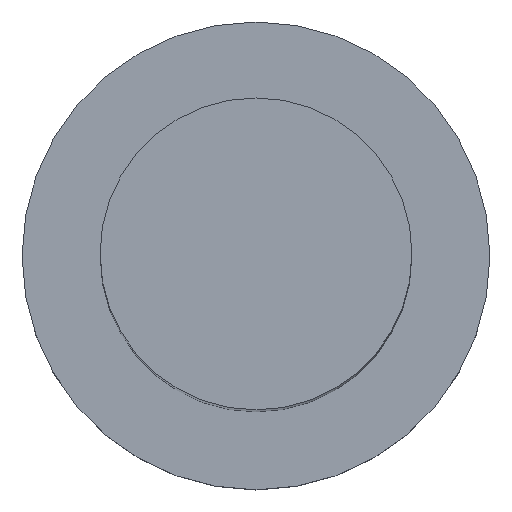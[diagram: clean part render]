
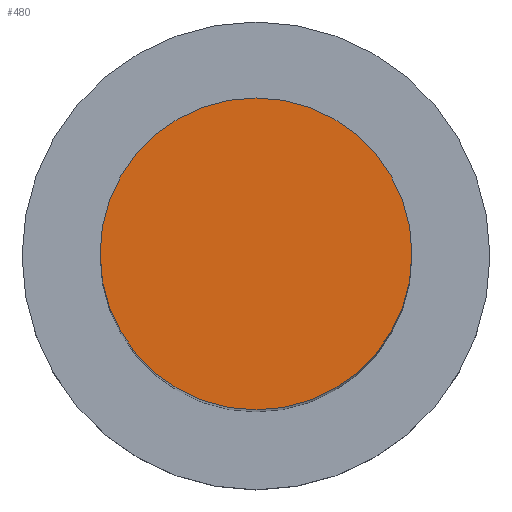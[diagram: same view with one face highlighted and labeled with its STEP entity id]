
A CAD part, top view. The second image highlights one B-rep face of the part: STEP entity #480.
In plain terms, the highlighted planar face has unit normal (0, 0, 1).
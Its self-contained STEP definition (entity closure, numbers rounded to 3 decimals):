
#79=(GEOMETRIC_REPRESENTATION_CONTEXT(2) PARAMETRIC_REPRESENTATION_CONTEXT() 
REPRESENTATION_CONTEXT('pcurve representation',
'2D parameter range of basis surface'));
#289=B_SPLINE_SURFACE_WITH_KNOTS('*SUR8',1,8,((#290,#291,#292,#293,#294,#295,
#296,#297,#298,#299,#300,#301,#302,#303,#304,#305,#306),(#307,#308,#309,#310,
#311,#312,#313,#314,#315,#316,#317,#318,#319,#320,#321,#322,#323)),
.CYLINDRICAL_SURF.,.F.,.T.,.U.,(2,2),(9,8,9),(0.,1.),(0.,1.,2.),
.PIECEWISE_BEZIER_KNOTS.);
#290=CARTESIAN_POINT('',(5.,0.,0.));
#291=CARTESIAN_POINT('',(5.,1.963,0.));
#292=CARTESIAN_POINT('',(4.118,3.927,0.));
#293=CARTESIAN_POINT('',(2.357,5.429,0.));
#294=CARTESIAN_POINT('',(0.,6.009,0.));
#295=CARTESIAN_POINT('',(-2.357,5.429,0.));
#296=CARTESIAN_POINT('',(-4.118,3.927,0.));
#297=CARTESIAN_POINT('',(-5.,1.963,0.));
#298=CARTESIAN_POINT('',(-5.,0.,0.));
#299=CARTESIAN_POINT('',(-5.,-1.963,0.));
#300=CARTESIAN_POINT('',(-4.118,-3.927,0.));
#301=CARTESIAN_POINT('',(-2.357,-5.429,0.));
#302=CARTESIAN_POINT('',(0.,-6.009,0.));
#303=CARTESIAN_POINT('',(2.357,-5.429,0.));
#304=CARTESIAN_POINT('',(4.118,-3.927,0.));
#305=CARTESIAN_POINT('',(5.,-1.963,0.));
#306=CARTESIAN_POINT('',(5.,0.,0.));
#307=CARTESIAN_POINT('',(5.,0.,37.));
#308=CARTESIAN_POINT('',(5.,1.963,37.));
#309=CARTESIAN_POINT('',(4.118,3.927,37.));
#310=CARTESIAN_POINT('',(2.357,5.429,37.));
#311=CARTESIAN_POINT('',(0.,6.009,37.));
#312=CARTESIAN_POINT('',(-2.357,5.429,37.));
#313=CARTESIAN_POINT('',(-4.118,3.927,37.));
#314=CARTESIAN_POINT('',(-5.,1.963,37.));
#315=CARTESIAN_POINT('',(-5.,0.,37.));
#316=CARTESIAN_POINT('',(-5.,-1.963,37.));
#317=CARTESIAN_POINT('',(-4.118,-3.927,37.));
#318=CARTESIAN_POINT('',(-2.357,-5.429,37.));
#319=CARTESIAN_POINT('',(0.,-6.009,37.));
#320=CARTESIAN_POINT('',(2.357,-5.429,37.));
#321=CARTESIAN_POINT('',(4.118,-3.927,37.));
#322=CARTESIAN_POINT('',(5.,-1.963,37.));
#323=CARTESIAN_POINT('',(5.,0.,37.));
#385=CIRCLE('*CRV71',#389,5.);
#386=CARTESIAN_POINT('',(0.,0.,37.));
#387=DIRECTION('',(1.,0.,0.));
#388=DIRECTION('',(0.,0.,1.));
#389=AXIS2_PLACEMENT_3D('',#386,#388,#387);
#390=B_SPLINE_CURVE_WITH_KNOTS('',1,(#391,#392),.UNSPECIFIED.,.F.,.U.,(2,2),(0.,
1.),.PIECEWISE_BEZIER_KNOTS.);
#391=CARTESIAN_POINT('',(1.,0.));
#392=CARTESIAN_POINT('',(1.,1.));
#393=DEFINITIONAL_REPRESENTATION('',(#390),#79);
#394=PCURVE('',#289,#393);
#395=PLANE('',#399);
#396=CARTESIAN_POINT('',(0.,0.,37.));
#397=DIRECTION('',(1.,0.,0.));
#398=DIRECTION('',(0.,0.,1.));
#399=AXIS2_PLACEMENT_3D('',#396,#398,#397);
#400=B_SPLINE_CURVE_WITH_KNOTS('',11,(#401,#402,#403,#404,#405,#406,#407,#408,
#409,#410,#411,#412),.UNSPECIFIED.,.F.,.U.,(12,12),(0.,1.),
.PIECEWISE_BEZIER_KNOTS.);
#401=CARTESIAN_POINT('',(5.,0.));
#402=CARTESIAN_POINT('',(5.,1.428));
#403=CARTESIAN_POINT('',(4.551,2.856));
#404=CARTESIAN_POINT('',(3.654,4.127));
#405=CARTESIAN_POINT('',(2.37,5.086));
#406=CARTESIAN_POINT('',(0.821,5.602));
#407=CARTESIAN_POINT('',(-0.821,5.602));
#408=CARTESIAN_POINT('',(-2.37,5.086));
#409=CARTESIAN_POINT('',(-3.654,4.127));
#410=CARTESIAN_POINT('',(-4.551,2.856));
#411=CARTESIAN_POINT('',(-5.,1.428));
#412=CARTESIAN_POINT('',(-5.,0.));
#413=DEFINITIONAL_REPRESENTATION('',(#400),#79);
#414=PCURVE('',#395,#413);
#430=CARTESIAN_POINT('',(5.,0.,37.));
#431=VERTEX_POINT('',#430);
#434=CARTESIAN_POINT('',(-5.,0.,37.));
#435=VERTEX_POINT('',#434);
#436=EDGE_CURVE('',#431,#435,#437,.T.);
#437=SURFACE_CURVE('',#385,(#394,#414),.PCURVE_S1.);
#446=CIRCLE('*CRV78',#450,5.);
#447=CARTESIAN_POINT('',(0.,0.,37.));
#448=DIRECTION('',(1.,0.,0.));
#449=DIRECTION('',(0.,0.,1.));
#450=AXIS2_PLACEMENT_3D('',#447,#449,#448);
#451=B_SPLINE_CURVE_WITH_KNOTS('',1,(#452,#453),.UNSPECIFIED.,.F.,.U.,(2,2),(0.,
1.),.PIECEWISE_BEZIER_KNOTS.);
#452=CARTESIAN_POINT('',(1.,1.));
#453=CARTESIAN_POINT('',(1.,2.));
#454=DEFINITIONAL_REPRESENTATION('',(#451),#79);
#455=PCURVE('',#289,#454);
#456=B_SPLINE_CURVE_WITH_KNOTS('',11,(#457,#458,#459,#460,#461,#462,#463,#464,
#465,#466,#467,#468),.UNSPECIFIED.,.F.,.U.,(12,12),(0.,1.),
.PIECEWISE_BEZIER_KNOTS.);
#457=CARTESIAN_POINT('',(-5.,0.));
#458=CARTESIAN_POINT('',(-5.,-1.428));
#459=CARTESIAN_POINT('',(-4.551,-2.856));
#460=CARTESIAN_POINT('',(-3.654,-4.127));
#461=CARTESIAN_POINT('',(-2.37,-5.086));
#462=CARTESIAN_POINT('',(-0.821,-5.602));
#463=CARTESIAN_POINT('',(0.821,-5.602));
#464=CARTESIAN_POINT('',(2.37,-5.086));
#465=CARTESIAN_POINT('',(3.654,-4.127));
#466=CARTESIAN_POINT('',(4.551,-2.856));
#467=CARTESIAN_POINT('',(5.,-1.428));
#468=CARTESIAN_POINT('',(5.,0.));
#469=DEFINITIONAL_REPRESENTATION('',(#456),#79);
#470=PCURVE('',#395,#469);
#472=EDGE_CURVE('',#435,#431,#473,.T.);
#473=SURFACE_CURVE('',#446,(#455,#470),.PCURVE_S1.);
#480=ADVANCED_FACE('*FAC21',(#484),#395,.T.);
#481=ORIENTED_EDGE('',*,*,#436,.T.);
#482=ORIENTED_EDGE('',*,*,#472,.T.);
#483=EDGE_LOOP('',(#481,#482));
#484=FACE_OUTER_BOUND('',#483,.T.);
